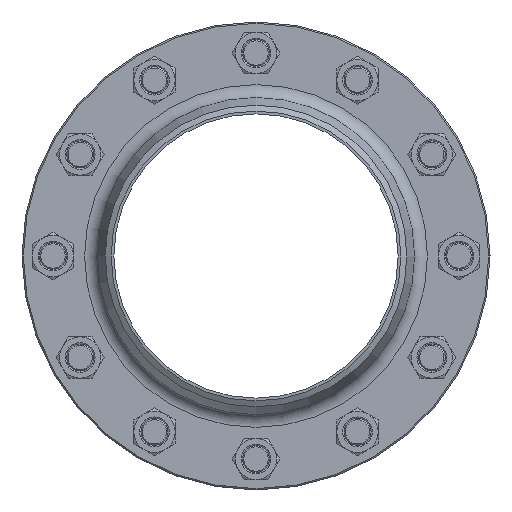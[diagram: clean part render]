
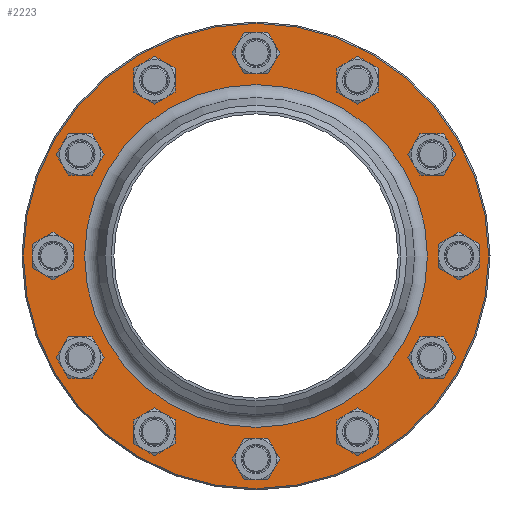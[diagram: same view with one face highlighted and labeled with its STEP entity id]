
A CAD part, left-side view. The second image highlights one B-rep face of the part: STEP entity #2223.
In plain terms, the highlighted planar face has unit normal (-1, 0, 0).
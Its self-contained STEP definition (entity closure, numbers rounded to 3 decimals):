
#1930=PLANE('',#9777);
#2223=ADVANCED_FACE('',(#3044,#3045,#3046,#3047,#3048,#3049,#3050,#3051,
#3052,#3053,#3054,#3055,#3056,#3057),#1930,.F.);
#3044=FACE_BOUND('',#3665,.T.);
#3045=FACE_BOUND('',#3666,.T.);
#3046=FACE_BOUND('',#3667,.T.);
#3047=FACE_BOUND('',#3668,.T.);
#3048=FACE_BOUND('',#3669,.T.);
#3049=FACE_BOUND('',#3670,.T.);
#3050=FACE_BOUND('',#3671,.T.);
#3051=FACE_BOUND('',#3672,.T.);
#3052=FACE_BOUND('',#3673,.T.);
#3053=FACE_BOUND('',#3674,.T.);
#3054=FACE_BOUND('',#3675,.T.);
#3055=FACE_BOUND('',#3676,.T.);
#3056=FACE_BOUND('',#3677,.T.);
#3057=FACE_BOUND('',#3678,.T.);
#3665=EDGE_LOOP('',(#4717));
#3666=EDGE_LOOP('',(#4718));
#3667=EDGE_LOOP('',(#4719));
#3668=EDGE_LOOP('',(#4720));
#3669=EDGE_LOOP('',(#4721));
#3670=EDGE_LOOP('',(#4722));
#3671=EDGE_LOOP('',(#4723));
#3672=EDGE_LOOP('',(#4724));
#3673=EDGE_LOOP('',(#4725));
#3674=EDGE_LOOP('',(#4726));
#3675=EDGE_LOOP('',(#4727));
#3676=EDGE_LOOP('',(#4728));
#3677=EDGE_LOOP('',(#4729));
#3678=EDGE_LOOP('',(#4730));
#4717=ORIENTED_EDGE('',*,*,#7957,.T.);
#4718=ORIENTED_EDGE('',*,*,#7958,.T.);
#4719=ORIENTED_EDGE('',*,*,#7959,.T.);
#4720=ORIENTED_EDGE('',*,*,#7960,.T.);
#4721=ORIENTED_EDGE('',*,*,#7961,.T.);
#4722=ORIENTED_EDGE('',*,*,#7962,.T.);
#4723=ORIENTED_EDGE('',*,*,#7963,.T.);
#4724=ORIENTED_EDGE('',*,*,#7964,.T.);
#4725=ORIENTED_EDGE('',*,*,#7965,.T.);
#4726=ORIENTED_EDGE('',*,*,#7966,.T.);
#4727=ORIENTED_EDGE('',*,*,#7967,.T.);
#4728=ORIENTED_EDGE('',*,*,#7968,.T.);
#4729=ORIENTED_EDGE('',*,*,#7969,.T.);
#4730=ORIENTED_EDGE('',*,*,#7956,.T.);
#7153=VERTEX_POINT('',#13994);
#7154=VERTEX_POINT('',#13997);
#7155=VERTEX_POINT('',#13999);
#7156=VERTEX_POINT('',#14001);
#7157=VERTEX_POINT('',#14003);
#7158=VERTEX_POINT('',#14005);
#7159=VERTEX_POINT('',#14007);
#7160=VERTEX_POINT('',#14009);
#7161=VERTEX_POINT('',#14011);
#7162=VERTEX_POINT('',#14013);
#7163=VERTEX_POINT('',#14015);
#7164=VERTEX_POINT('',#14017);
#7165=VERTEX_POINT('',#14019);
#7166=VERTEX_POINT('',#14021);
#7956=EDGE_CURVE('',#7153,#7153,#9178,.T.);
#7957=EDGE_CURVE('',#7154,#7154,#9179,.T.);
#7958=EDGE_CURVE('',#7155,#7155,#9180,.T.);
#7959=EDGE_CURVE('',#7156,#7156,#9181,.T.);
#7960=EDGE_CURVE('',#7157,#7157,#9182,.T.);
#7961=EDGE_CURVE('',#7158,#7158,#9183,.T.);
#7962=EDGE_CURVE('',#7159,#7159,#9184,.T.);
#7963=EDGE_CURVE('',#7160,#7160,#9185,.T.);
#7964=EDGE_CURVE('',#7161,#7161,#9186,.T.);
#7965=EDGE_CURVE('',#7162,#7162,#9187,.T.);
#7966=EDGE_CURVE('',#7163,#7163,#9188,.T.);
#7967=EDGE_CURVE('',#7164,#7164,#9189,.T.);
#7968=EDGE_CURVE('',#7165,#7165,#9190,.T.);
#7969=EDGE_CURVE('',#7166,#7166,#9191,.T.);
#9178=CIRCLE('',#9762,124.519);
#9179=CIRCLE('',#9764,169.);
#9180=CIRCLE('',#9765,11.5);
#9181=CIRCLE('',#9766,11.5);
#9182=CIRCLE('',#9767,11.5);
#9183=CIRCLE('',#9768,11.5);
#9184=CIRCLE('',#9769,11.5);
#9185=CIRCLE('',#9770,11.5);
#9186=CIRCLE('',#9771,11.5);
#9187=CIRCLE('',#9772,11.5);
#9188=CIRCLE('',#9773,11.5);
#9189=CIRCLE('',#9774,11.5);
#9190=CIRCLE('',#9775,11.5);
#9191=CIRCLE('',#9776,11.5);
#9762=AXIS2_PLACEMENT_3D('',#13993,#11102,#11103);
#9764=AXIS2_PLACEMENT_3D('',#13996,#11106,#11107);
#9765=AXIS2_PLACEMENT_3D('',#13998,#11108,#11109);
#9766=AXIS2_PLACEMENT_3D('',#14000,#11110,#11111);
#9767=AXIS2_PLACEMENT_3D('',#14002,#11112,#11113);
#9768=AXIS2_PLACEMENT_3D('',#14004,#11114,#11115);
#9769=AXIS2_PLACEMENT_3D('',#14006,#11116,#11117);
#9770=AXIS2_PLACEMENT_3D('',#14008,#11118,#11119);
#9771=AXIS2_PLACEMENT_3D('',#14010,#11120,#11121);
#9772=AXIS2_PLACEMENT_3D('',#14012,#11122,#11123);
#9773=AXIS2_PLACEMENT_3D('',#14014,#11124,#11125);
#9774=AXIS2_PLACEMENT_3D('',#14016,#11126,#11127);
#9775=AXIS2_PLACEMENT_3D('',#14018,#11128,#11129);
#9776=AXIS2_PLACEMENT_3D('',#14020,#11130,#11131);
#9777=AXIS2_PLACEMENT_3D('',#14022,#11132,#11133);
#11102=DIRECTION('',(1.,0.,0.));
#11103=DIRECTION('',(0.,-0.866,-0.5));
#11106=DIRECTION('',(-1.,0.,0.));
#11107=DIRECTION('',(0.,-0.866,-0.5));
#11108=DIRECTION('',(1.,0.,0.));
#11109=DIRECTION('',(0.,-0.866,-0.5));
#11110=DIRECTION('',(1.,0.,0.));
#11111=DIRECTION('',(0.,-0.866,-0.5));
#11112=DIRECTION('',(1.,0.,0.));
#11113=DIRECTION('',(0.,-0.866,-0.5));
#11114=DIRECTION('',(1.,0.,0.));
#11115=DIRECTION('',(0.,-0.866,-0.5));
#11116=DIRECTION('',(1.,0.,0.));
#11117=DIRECTION('',(0.,-0.866,-0.5));
#11118=DIRECTION('',(1.,0.,0.));
#11119=DIRECTION('',(0.,-0.866,-0.5));
#11120=DIRECTION('',(1.,0.,0.));
#11121=DIRECTION('',(0.,-0.866,-0.5));
#11122=DIRECTION('',(1.,0.,0.));
#11123=DIRECTION('',(0.,-0.866,-0.5));
#11124=DIRECTION('',(1.,0.,0.));
#11125=DIRECTION('',(0.,-0.866,-0.5));
#11126=DIRECTION('',(1.,0.,0.));
#11127=DIRECTION('',(0.,-0.866,-0.5));
#11128=DIRECTION('',(1.,0.,0.));
#11129=DIRECTION('',(0.,-0.866,-0.5));
#11130=DIRECTION('',(1.,0.,0.));
#11131=DIRECTION('',(0.,-0.866,-0.5));
#11132=DIRECTION('',(1.,0.,0.));
#11133=DIRECTION('',(0.,-0.866,-0.5));
#13993=CARTESIAN_POINT('',(-32.,0.,0.));
#13994=CARTESIAN_POINT('',(-32.,-107.837,-62.26));
#13996=CARTESIAN_POINT('',(-32.,0.,0.));
#13997=CARTESIAN_POINT('',(-32.,-146.358,-84.5));
#13998=CARTESIAN_POINT('',(-32.,0.,147.5));
#13999=CARTESIAN_POINT('',(-32.,-9.959,141.75));
#14000=CARTESIAN_POINT('',(-32.,127.739,73.75));
#14001=CARTESIAN_POINT('',(-32.,117.779,68.));
#14002=CARTESIAN_POINT('',(-32.,-147.5,0.));
#14003=CARTESIAN_POINT('',(-32.,-157.459,-5.75));
#14004=CARTESIAN_POINT('',(-32.,73.75,-127.739));
#14005=CARTESIAN_POINT('',(-32.,63.791,-133.489));
#14006=CARTESIAN_POINT('',(-32.,-73.75,-127.739));
#14007=CARTESIAN_POINT('',(-32.,-83.709,-133.489));
#14008=CARTESIAN_POINT('',(-32.,73.75,127.739));
#14009=CARTESIAN_POINT('',(-32.,63.791,121.989));
#14010=CARTESIAN_POINT('',(-32.,147.5,0.));
#14011=CARTESIAN_POINT('',(-32.,137.541,-5.75));
#14012=CARTESIAN_POINT('',(-32.,-127.739,-73.75));
#14013=CARTESIAN_POINT('',(-32.,-137.698,-79.5));
#14014=CARTESIAN_POINT('',(-32.,127.739,-73.75));
#14015=CARTESIAN_POINT('',(-32.,117.779,-79.5));
#14016=CARTESIAN_POINT('',(-32.,0.,-147.5));
#14017=CARTESIAN_POINT('',(-32.,-9.959,-153.25));
#14018=CARTESIAN_POINT('',(-32.,-127.739,73.75));
#14019=CARTESIAN_POINT('',(-32.,-137.698,68.));
#14020=CARTESIAN_POINT('',(-32.,-73.75,127.739));
#14021=CARTESIAN_POINT('',(-32.,-83.709,121.989));
#14022=CARTESIAN_POINT('',(-32.,62.26,-107.837));
